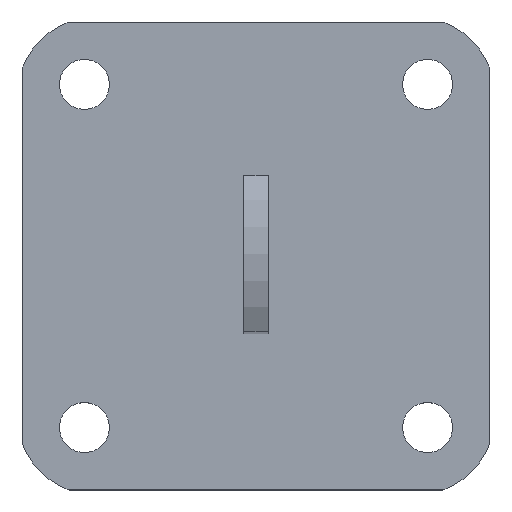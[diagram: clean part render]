
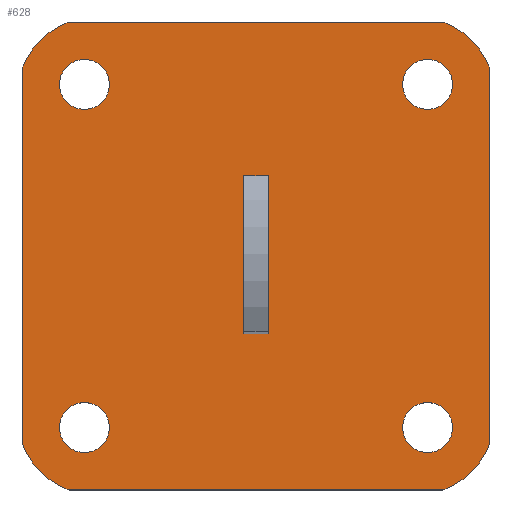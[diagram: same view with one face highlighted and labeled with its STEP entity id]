
A CAD part, top view. The second image highlights one B-rep face of the part: STEP entity #628.
In plain terms, the highlighted planar face has unit normal (0, 0, 1).
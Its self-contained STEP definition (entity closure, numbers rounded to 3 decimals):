
#9 = EDGE_LOOP ( 'NONE', ( #302, #1071 ) ) ;
#13 = EDGE_CURVE ( 'NONE', #1445, #257, #197, .T. ) ;
#45 = CARTESIAN_POINT ( 'NONE',  ( -51.464, -51.464, 8. ) ) ;
#47 = CARTESIAN_POINT ( 'NONE',  ( 55., -55., 8. ) ) ;
#53 = EDGE_CURVE ( 'NONE', #1225, #496, #969, .T. ) ;
#60 = AXIS2_PLACEMENT_3D ( 'NONE', #1083, #852, #743 ) ;
#68 = VERTEX_POINT ( 'NONE', #1321 ) ;
#86 = LINE ( 'NONE', #561, #245 ) ;
#87 = VECTOR ( 'NONE', #1198, 1000. ) ;
#96 = EDGE_CURVE ( 'NONE', #686, #807, #256, .T. ) ;
#113 = DIRECTION ( 'NONE',  ( 1., 0., 0. ) ) ;
#153 = DIRECTION ( 'NONE',  ( -1., 0., 0. ) ) ;
#167 = CIRCLE ( 'NONE', #1259, 8. ) ;
#174 = EDGE_LOOP ( 'NONE', ( #1224, #937 ) ) ;
#190 = CIRCLE ( 'NONE', #890, 25. ) ;
#197 = CIRCLE ( 'NONE', #631, 25. ) ;
#201 = ORIENTED_EDGE ( 'NONE', *, *, #283, .F. ) ;
#217 = CARTESIAN_POINT ( 'NONE',  ( -75., 75., 8. ) ) ;
#225 = ORIENTED_EDGE ( 'NONE', *, *, #1119, .F. ) ;
#232 = VERTEX_POINT ( 'NONE', #1247 ) ;
#242 = EDGE_CURVE ( 'NONE', #1097, #257, #86, .T. ) ;
#244 = CIRCLE ( 'NONE', #1307, 25. ) ;
#245 = VECTOR ( 'NONE', #757, 1000. ) ;
#246 = DIRECTION ( 'NONE',  ( 0., 0., 1. ) ) ;
#256 = CIRCLE ( 'NONE', #1488, 8. ) ;
#257 = VERTEX_POINT ( 'NONE', #984 ) ;
#274 = ORIENTED_EDGE ( 'NONE', *, *, #1289, .F. ) ;
#283 = EDGE_CURVE ( 'NONE', #910, #344, #1264, .T. ) ;
#299 = CARTESIAN_POINT ( 'NONE',  ( 47., 55., 8. ) ) ;
#301 = DIRECTION ( 'NONE',  ( 0., 0., 1. ) ) ;
#302 = ORIENTED_EDGE ( 'NONE', *, *, #875, .F. ) ;
#306 = EDGE_CURVE ( 'NONE', #849, #232, #705, .T. ) ;
#331 = FACE_BOUND ( 'NONE', #1331, .T. ) ;
#344 = VERTEX_POINT ( 'NONE', #574 ) ;
#362 = AXIS2_PLACEMENT_3D ( 'NONE', #1192, #851, #507 ) ;
#366 = ORIENTED_EDGE ( 'NONE', *, *, #13, .T. ) ;
#376 = DIRECTION ( 'NONE',  ( 0., 0., 1. ) ) ;
#396 = CARTESIAN_POINT ( 'NONE',  ( 63., 55., 8. ) ) ;
#403 = DIRECTION ( 'NONE',  ( 0., 0., 1. ) ) ;
#430 = ORIENTED_EDGE ( 'NONE', *, *, #470, .T. ) ;
#464 = CARTESIAN_POINT ( 'NONE',  ( -75., -75., 8. ) ) ;
#467 = CARTESIAN_POINT ( 'NONE',  ( 55., -55., 8. ) ) ;
#470 = EDGE_CURVE ( 'NONE', #1097, #849, #244, .T. ) ;
#488 = DIRECTION ( 'NONE',  ( 1., 0., 0. ) ) ;
#496 = VERTEX_POINT ( 'NONE', #811 ) ;
#507 = DIRECTION ( 'NONE',  ( 1., 0., 0. ) ) ;
#517 = DIRECTION ( 'NONE',  ( 0., 0., 1. ) ) ;
#519 = DIRECTION ( 'NONE',  ( 0., 0., 1. ) ) ;
#549 = FACE_BOUND ( 'NONE', #174, .T. ) ;
#561 = CARTESIAN_POINT ( 'NONE',  ( -75., -75., 8. ) ) ;
#574 = CARTESIAN_POINT ( 'NONE',  ( -47., -55., 8. ) ) ;
#582 = CARTESIAN_POINT ( 'NONE',  ( -55., -55., 8. ) ) ;
#583 = LINE ( 'NONE', #1144, #1305 ) ;
#599 = CARTESIAN_POINT ( 'NONE',  ( 75., 59.895, 8. ) ) ;
#628 = ADVANCED_FACE ( 'NONE', ( #549, #331, #1358, #1336, #787 ), #1256, .T. ) ;
#631 = AXIS2_PLACEMENT_3D ( 'NONE', #1193, #376, #153 ) ;
#686 = VERTEX_POINT ( 'NONE', #929 ) ;
#692 = CARTESIAN_POINT ( 'NONE',  ( -59.895, 75., 8. ) ) ;
#694 = VERTEX_POINT ( 'NONE', #909 ) ;
#698 = DIRECTION ( 'NONE',  ( 0., 0., 1. ) ) ;
#705 = LINE ( 'NONE', #464, #1087 ) ;
#717 = DIRECTION ( 'NONE',  ( 0., 0., 1. ) ) ;
#719 = CIRCLE ( 'NONE', #912, 8. ) ;
#722 = CIRCLE ( 'NONE', #60, 8. ) ;
#736 = CARTESIAN_POINT ( 'NONE',  ( -55., 55., 8. ) ) ;
#737 = EDGE_CURVE ( 'NONE', #1242, #694, #190, .T. ) ;
#743 = DIRECTION ( 'NONE',  ( 1., 0., 0. ) ) ;
#755 = DIRECTION ( 'NONE',  ( 1., 0., 0. ) ) ;
#757 = DIRECTION ( 'NONE',  ( 0., 1., 0. ) ) ;
#759 = DIRECTION ( 'NONE',  ( 1., 0., 0. ) ) ;
#772 = EDGE_CURVE ( 'NONE', #694, #1445, #583, .T. ) ;
#787 = FACE_OUTER_BOUND ( 'NONE', #897, .T. ) ;
#797 = DIRECTION ( 'NONE',  ( 0., 0., 1. ) ) ;
#807 = VERTEX_POINT ( 'NONE', #839 ) ;
#808 = DIRECTION ( 'NONE',  ( 1., 0., 0. ) ) ;
#811 = CARTESIAN_POINT ( 'NONE',  ( -47., 55., 8. ) ) ;
#824 = EDGE_CURVE ( 'NONE', #1242, #68, #1189, .T. ) ;
#825 = ORIENTED_EDGE ( 'NONE', *, *, #772, .T. ) ;
#829 = DIRECTION ( 'NONE',  ( 1., 0., 0. ) ) ;
#838 = AXIS2_PLACEMENT_3D ( 'NONE', #467, #1392, #808 ) ;
#839 = CARTESIAN_POINT ( 'NONE',  ( 63., -55., 8. ) ) ;
#849 = VERTEX_POINT ( 'NONE', #1299 ) ;
#851 = DIRECTION ( 'NONE',  ( 0., 0., 1. ) ) ;
#852 = DIRECTION ( 'NONE',  ( 0., 0., 1. ) ) ;
#854 = DIRECTION ( 'NONE',  ( 1., 0., 0. ) ) ;
#875 = EDGE_CURVE ( 'NONE', #971, #1248, #722, .T. ) ;
#880 = ORIENTED_EDGE ( 'NONE', *, *, #824, .F. ) ;
#890 = AXIS2_PLACEMENT_3D ( 'NONE', #1158, #698, #113 ) ;
#897 = EDGE_LOOP ( 'NONE', ( #825, #366, #972, #430, #1480, #1274, #880, #1162 ) ) ;
#901 = DIRECTION ( 'NONE',  ( 1., 0., 0. ) ) ;
#909 = CARTESIAN_POINT ( 'NONE',  ( 59.895, 75., 8. ) ) ;
#910 = VERTEX_POINT ( 'NONE', #948 ) ;
#912 = AXIS2_PLACEMENT_3D ( 'NONE', #1024, #246, #932 ) ;
#921 = DIRECTION ( 'NONE',  ( 1., 0., 0. ) ) ;
#929 = CARTESIAN_POINT ( 'NONE',  ( 47., -55., 8. ) ) ;
#932 = DIRECTION ( 'NONE',  ( 1., 0., 0. ) ) ;
#937 = ORIENTED_EDGE ( 'NONE', *, *, #1434, .F. ) ;
#944 = AXIS2_PLACEMENT_3D ( 'NONE', #582, #797, #901 ) ;
#948 = CARTESIAN_POINT ( 'NONE',  ( -63., -55., 8. ) ) ;
#953 = CARTESIAN_POINT ( 'NONE',  ( -55., 55., 8. ) ) ;
#969 = CIRCLE ( 'NONE', #1297, 8. ) ;
#971 = VERTEX_POINT ( 'NONE', #299 ) ;
#972 = ORIENTED_EDGE ( 'NONE', *, *, #242, .F. ) ;
#975 = DIRECTION ( 'NONE',  ( 1., 0., 0. ) ) ;
#984 = CARTESIAN_POINT ( 'NONE',  ( -75., 59.895, 8. ) ) ;
#1010 = CIRCLE ( 'NONE', #362, 8. ) ;
#1012 = AXIS2_PLACEMENT_3D ( 'NONE', #217, #301, #759 ) ;
#1024 = CARTESIAN_POINT ( 'NONE',  ( -55., -55., 8. ) ) ;
#1071 = ORIENTED_EDGE ( 'NONE', *, *, #1240, .F. ) ;
#1083 = CARTESIAN_POINT ( 'NONE',  ( 55., 55., 8. ) ) ;
#1087 = VECTOR ( 'NONE', #921, 1000. ) ;
#1088 = EDGE_LOOP ( 'NONE', ( #201, #225 ) ) ;
#1097 = VERTEX_POINT ( 'NONE', #1263 ) ;
#1105 = CARTESIAN_POINT ( 'NONE',  ( 51.464, -51.464, 8. ) ) ;
#1119 = EDGE_CURVE ( 'NONE', #344, #910, #719, .T. ) ;
#1144 = CARTESIAN_POINT ( 'NONE',  ( 75., 75., 8. ) ) ;
#1158 = CARTESIAN_POINT ( 'NONE',  ( 51.464, 51.464, 8. ) ) ;
#1162 = ORIENTED_EDGE ( 'NONE', *, *, #737, .T. ) ;
#1189 = LINE ( 'NONE', #1435, #87 ) ;
#1192 = CARTESIAN_POINT ( 'NONE',  ( 55., 55., 8. ) ) ;
#1193 = CARTESIAN_POINT ( 'NONE',  ( -51.464, 51.464, 8. ) ) ;
#1197 = CARTESIAN_POINT ( 'NONE',  ( -63., 55., 8. ) ) ;
#1198 = DIRECTION ( 'NONE',  ( 0., -1., 0. ) ) ;
#1224 = ORIENTED_EDGE ( 'NONE', *, *, #96, .F. ) ;
#1225 = VERTEX_POINT ( 'NONE', #1197 ) ;
#1240 = EDGE_CURVE ( 'NONE', #1248, #971, #1010, .T. ) ;
#1242 = VERTEX_POINT ( 'NONE', #599 ) ;
#1247 = CARTESIAN_POINT ( 'NONE',  ( 59.895, -75., 8. ) ) ;
#1248 = VERTEX_POINT ( 'NONE', #396 ) ;
#1256 = PLANE ( 'NONE',  #1012 ) ;
#1259 = AXIS2_PLACEMENT_3D ( 'NONE', #953, #717, #488 ) ;
#1263 = CARTESIAN_POINT ( 'NONE',  ( -75., -59.895, 8. ) ) ;
#1264 = CIRCLE ( 'NONE', #944, 8. ) ;
#1274 = ORIENTED_EDGE ( 'NONE', *, *, #1389, .T. ) ;
#1289 = EDGE_CURVE ( 'NONE', #496, #1225, #167, .T. ) ;
#1297 = AXIS2_PLACEMENT_3D ( 'NONE', #736, #1315, #854 ) ;
#1299 = CARTESIAN_POINT ( 'NONE',  ( -59.895, -75., 8. ) ) ;
#1305 = VECTOR ( 'NONE', #1372, 1000. ) ;
#1307 = AXIS2_PLACEMENT_3D ( 'NONE', #45, #517, #975 ) ;
#1315 = DIRECTION ( 'NONE',  ( 0., 0., 1. ) ) ;
#1321 = CARTESIAN_POINT ( 'NONE',  ( 75., -59.895, 8. ) ) ;
#1331 = EDGE_LOOP ( 'NONE', ( #1481, #274 ) ) ;
#1336 = FACE_BOUND ( 'NONE', #1088, .T. ) ;
#1358 = FACE_BOUND ( 'NONE', #9, .T. ) ;
#1372 = DIRECTION ( 'NONE',  ( -1., 0., 0. ) ) ;
#1376 = CIRCLE ( 'NONE', #838, 8. ) ;
#1389 = EDGE_CURVE ( 'NONE', #232, #68, #1471, .T. ) ;
#1392 = DIRECTION ( 'NONE',  ( 0., 0., 1. ) ) ;
#1423 = AXIS2_PLACEMENT_3D ( 'NONE', #1105, #403, #755 ) ;
#1434 = EDGE_CURVE ( 'NONE', #807, #686, #1376, .T. ) ;
#1435 = CARTESIAN_POINT ( 'NONE',  ( 75., 75., 8. ) ) ;
#1445 = VERTEX_POINT ( 'NONE', #692 ) ;
#1471 = CIRCLE ( 'NONE', #1423, 25. ) ;
#1480 = ORIENTED_EDGE ( 'NONE', *, *, #306, .T. ) ;
#1481 = ORIENTED_EDGE ( 'NONE', *, *, #53, .F. ) ;
#1488 = AXIS2_PLACEMENT_3D ( 'NONE', #47, #519, #829 ) ;
